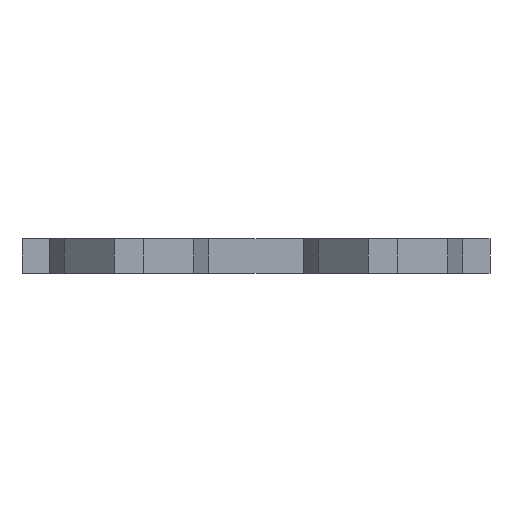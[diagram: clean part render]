
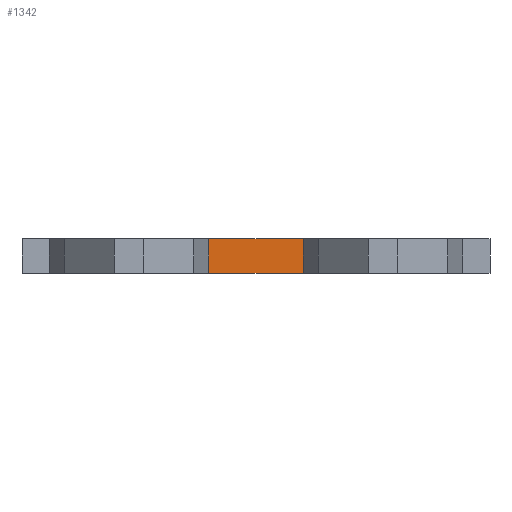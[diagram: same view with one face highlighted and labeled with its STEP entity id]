
A CAD part, front view. The second image highlights one B-rep face of the part: STEP entity #1342.
In plain terms, the highlighted planar face has unit normal (0, -1, 0).
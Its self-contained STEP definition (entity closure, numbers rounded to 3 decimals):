
#63=DIRECTION('',(1.,0.,0.));
#64=VECTOR('',#63,1.9);
#65=CARTESIAN_POINT('',(1.6,18.6,0.35));
#66=LINE('',#65,#64);
#256=DIRECTION('',(0.,0.,1.));
#257=VECTOR('',#256,0.7);
#258=CARTESIAN_POINT('',(3.5,18.6,-0.35));
#259=LINE('',#258,#257);
#263=DIRECTION('',(1.,0.,0.));
#264=VECTOR('',#263,1.9);
#265=CARTESIAN_POINT('',(1.6,18.6,-0.35));
#266=LINE('',#265,#264);
#277=DIRECTION('',(0.,0.,1.));
#278=VECTOR('',#277,0.7);
#279=CARTESIAN_POINT('',(1.6,18.6,-0.35));
#280=LINE('',#279,#278);
#892=CARTESIAN_POINT('',(3.5,18.6,0.35));
#893=VERTEX_POINT('',#892);
#894=CARTESIAN_POINT('',(1.6,18.6,0.35));
#895=VERTEX_POINT('',#894);
#986=CARTESIAN_POINT('',(1.6,18.6,-0.35));
#987=VERTEX_POINT('',#986);
#988=CARTESIAN_POINT('',(3.5,18.6,-0.35));
#989=VERTEX_POINT('',#988);
#1329=CARTESIAN_POINT('',(3.5,18.6,0.));
#1330=DIRECTION('',(0.,1.,0.));
#1331=DIRECTION('',(1.,0.,0.));
#1332=AXIS2_PLACEMENT_3D('',#1329,#1330,#1331);
#1333=PLANE('',#1332);
#1335=ORIENTED_EDGE('',*,*,#1334,.T.);
#1336=ORIENTED_EDGE('',*,*,#1059,.T.);
#1337=ORIENTED_EDGE('',*,*,#1313,.F.);
#1339=ORIENTED_EDGE('',*,*,#1338,.F.);
#1340=EDGE_LOOP('',(#1335,#1336,#1337,#1339));
#1341=FACE_OUTER_BOUND('',#1340,.F.);
#1059=EDGE_CURVE('',#895,#893,#66,.T.);
#1313=EDGE_CURVE('',#989,#893,#259,.T.);
#1334=EDGE_CURVE('',#987,#895,#280,.T.);
#1338=EDGE_CURVE('',#987,#989,#266,.T.);
#1342=ADVANCED_FACE('',(#1341),#1333,.F.);
